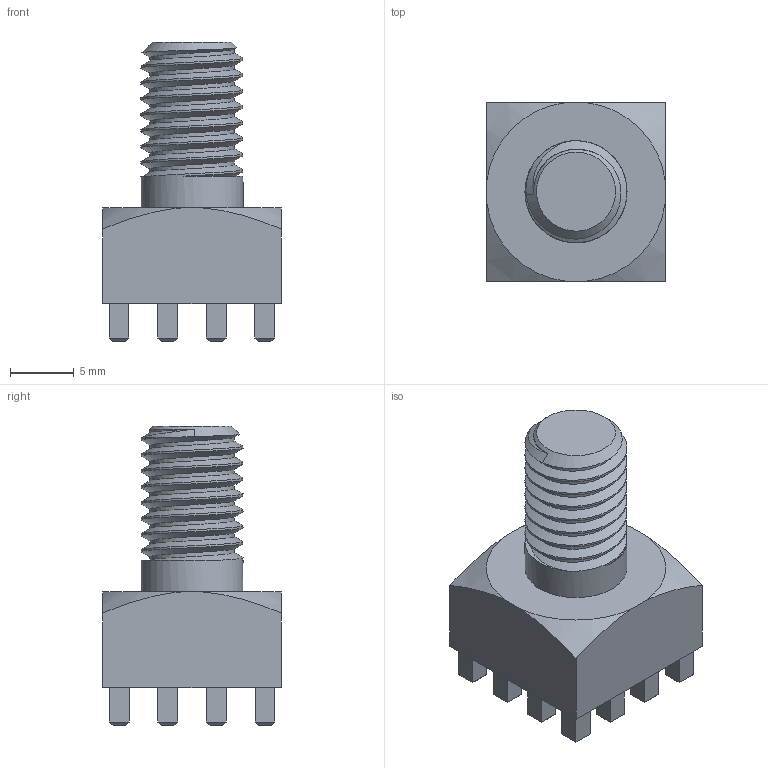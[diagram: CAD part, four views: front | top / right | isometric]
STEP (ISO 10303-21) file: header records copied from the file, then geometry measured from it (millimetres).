
FILE_DESCRIPTION(/* description */ ('Unknown'),/* implementation_level */ '2;1');
FILE_NAME(/* name */ 'MP_Wurth_WP-PFEFUA_786203148',/* time_stamp */ '2026-01-08T17:39:21+08:00',/* author */ ('Unknown'),/* organization */ ('Unknown'),/* preprocessor_version */ 'ST-DEVELOPER v19.4',/* originating_system */ 'Solid Edge',/* authorisation */ 'Unknown');
FILE_SCHEMA (('AUTOMOTIVE_DESIGN {1 0 10303 214 3 1 1}'));
Length unit declared in the file: millimetre
Products named in the file (2): MP_Wurth_WP-PFEFUA_786203148
Assembly tree (1 placements, depth 2):
  MP_Wurth_WP-PFEFUA_786203148
    MP_Wurth_WP-PFEFUA_786203148
Bounding box: 14 x 14 x 23.5 mm (x, y, z)
Volume: 2118.3 mm3; surface area: 1502.2 mm2
Topology: 1 solids, 1 shells, 169 faces, 386 edges, 236 vertices
Faces by surface type: plane 152, cylinder 9, cone 6, bspline 2
Full cylindrical faces by diameter (mm): 8 x8
Entity records: 6467 total; most frequent: CARTESIAN_POINT 2915, ORIENTED_EDGE 716, DIRECTION 674, EDGE_CURVE 358, LINE 332, VECTOR 332, VERTEX_POINT 218, EDGE_LOOP 180
